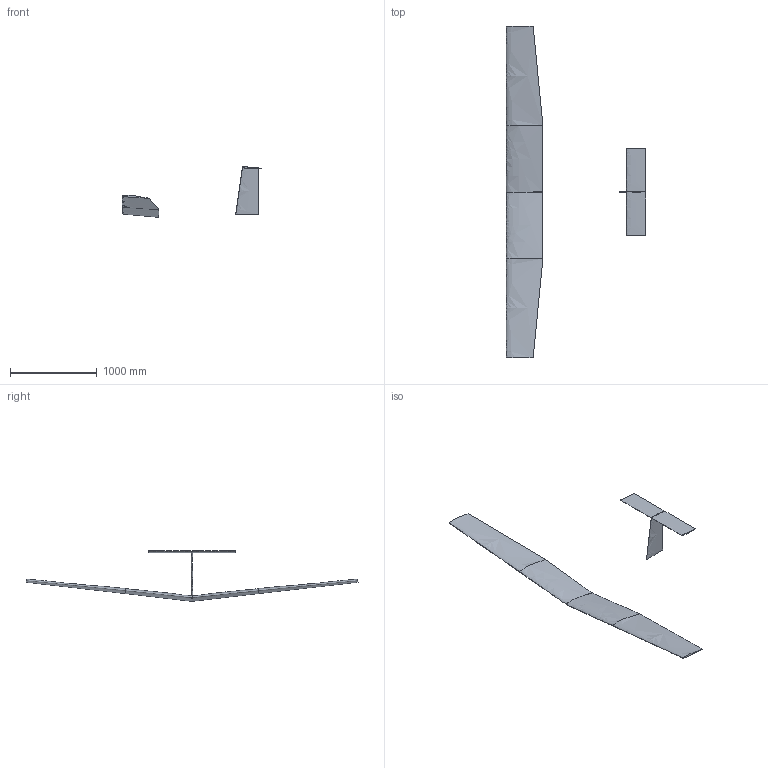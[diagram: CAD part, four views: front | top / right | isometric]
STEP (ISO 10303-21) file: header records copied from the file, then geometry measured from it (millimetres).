
FILE_DESCRIPTION(('Open CASCADE Model'),'2;1');
FILE_NAME('Open CASCADE Shape Model','2023-02-04T12:43:01',('Author'),( 'Open CASCADE'),'Open CASCADE STEP processor 7.6','Open CASCADE 7.6' ,'Unknown');
FILE_SCHEMA(('AUTOMOTIVE_DESIGN { 1 0 10303 214 1 1 1 1 }'));
Length unit declared in the file: millimetre
Products named in the file (4): Open CASCADE STEP translator 7.6 1; Open CASCADE STEP translator 7.6 1.1; Open CASCADE STEP translator 7.6 1.2; Open CASCADE STEP translator 7.6 1.3
Assembly tree (3 placements, depth 2):
  Open CASCADE STEP translator 7.6 1
    Open CASCADE STEP translator 7.6 1.1
    Open CASCADE STEP translator 7.6 1.2
    Open CASCADE STEP translator 7.6 1.3
Bounding box: 1607.45 x 3830.3 x 583.99 mm (x, y, z)
Volume: 31512234 mm3; surface area: 3763368.2 mm2
Topology: 3 solids, 3 shells, 16 faces, 25 edges, 15 vertices
Faces by surface type: plane 9, bspline 7
Entity records: 8351 total; most frequent: CARTESIAN_POINT 7892, B_SPLINE_CURVE_WITH_KNOTS 72, ORIENTED_EDGE 50, PCURVE 50, DEFINITIONAL_REPRESENTATION 50, DIRECTION 29, EDGE_CURVE 25, SURFACE_CURVE 18
